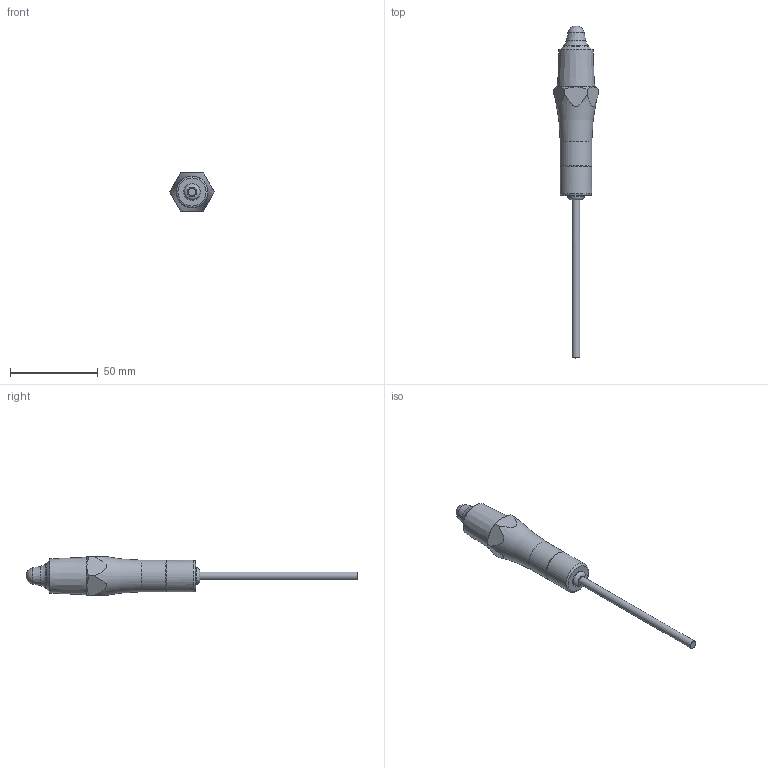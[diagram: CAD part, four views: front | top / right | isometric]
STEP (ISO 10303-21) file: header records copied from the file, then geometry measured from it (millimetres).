
FILE_DESCRIPTION( ( 'Unknown' ), '1' );
FILE_NAME( 'LBFS-x2Nxx.x.stp', 'Unknown', ( 'Unknown' ), ( 'Unknown' ), 'PSStep 15.0.49', 'Unknown', ' ' );
FILE_SCHEMA( ( 'AUTOMOTIVE_DESIGN { 1 0 10303 214 1 1 1 1 }' ) );
Length unit declared in the file: millimetre
Products named in the file (1): 11161065 04
Bounding box: 25.4 x 189.1 x 22 mm (x, y, z)
Volume: 26191.6 mm3; surface area: 8835 mm2
Topology: 1 solids, 3 shells, 66 faces, 148 edges, 94 vertices
Faces by surface type: plane 22, cylinder 22, torus 12, cone 7, bspline 2, sphere 1
Full cylindrical faces by diameter (mm): 2.3 x2, 4.534 x2, 6.2 x1, 9.3 x2, 12 x2, 14.5 x1, 14.549 x1, 15 x2, 15.3 x1, 15.6 x2, 18 x2
Entity records: 2882 total; most frequent: CARTESIAN_POINT 1142, DIRECTION 254, ORIENTED_EDGE 182, AXIS2_PLACEMENT_3D 124, EDGE_LOOP 114, FACE_OUTER_BOUND 94, EDGE_CURVE 91, VERTEX_POINT 76
